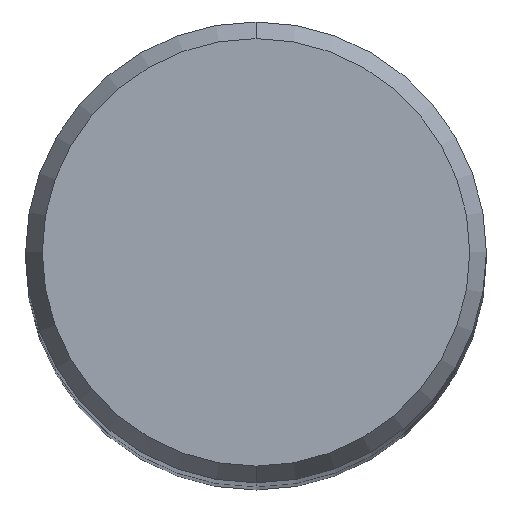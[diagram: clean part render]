
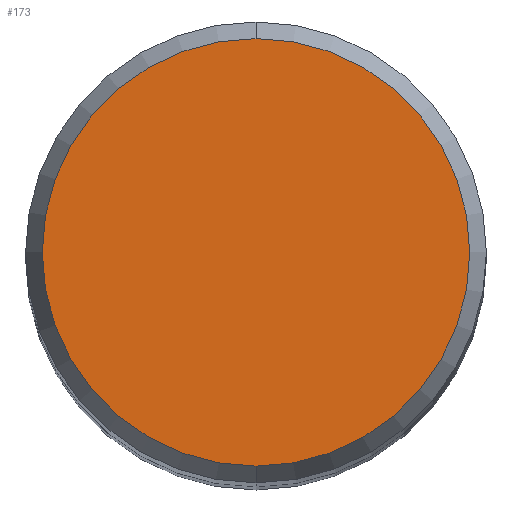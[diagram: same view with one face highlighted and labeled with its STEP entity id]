
A CAD part, top view. The second image highlights one B-rep face of the part: STEP entity #173.
In plain terms, the highlighted planar face has unit normal (0, 0, 1).
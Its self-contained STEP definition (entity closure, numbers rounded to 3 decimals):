
#173=ADVANCED_FACE('',(#427),#428,.T.);
#187=VERTEX_POINT('',#442);
#287=VERTEX_POINT('',#554);
#299=EDGE_CURVE('',#287,#187,#566,.T.);
#319=EDGE_CURVE('',#187,#287,#587,.T.);
#427=FACE_OUTER_BOUND('',#693,.T.);
#428=PLANE('',#694);
#442=CARTESIAN_POINT('',(0.,-5.892,0.0));
#554=CARTESIAN_POINT('',(0.0,5.892,0.0));
#566=CIRCLE('',#1008,5.892);
#587=CIRCLE('',#1048,5.892);
#693=EDGE_LOOP('',(#1312,#1313));
#694=AXIS2_PLACEMENT_3D('',#1314,#1315,#1316);
#1008=AXIS2_PLACEMENT_3D('',#1460,#1461,#1462);
#1048=AXIS2_PLACEMENT_3D('',#1473,#1474,#1475);
#1312=ORIENTED_EDGE('',*,*,#299,.F.);
#1313=ORIENTED_EDGE('',*,*,#319,.F.);
#1314=CARTESIAN_POINT('',(0.0,2.946,0.0));
#1315=DIRECTION('',(-0.0,0.0,1.0));
#1316=DIRECTION('',(0.0,-1.0,0.0));
#1460=CARTESIAN_POINT('',(0.0,0.0,0.0));
#1461=DIRECTION('',(0.0,0.0,-1.0));
#1462=DIRECTION('',(0.0,1.0,0.0));
#1473=CARTESIAN_POINT('',(0.0,0.0,0.0));
#1474=DIRECTION('',(0.0,0.0,-1.0));
#1475=DIRECTION('',(0.0,1.0,0.0));
